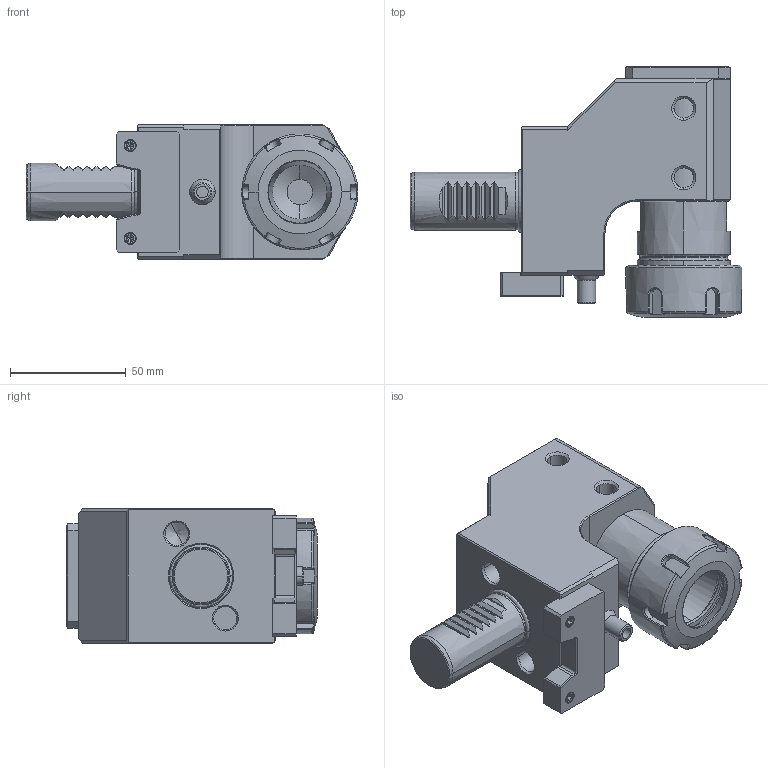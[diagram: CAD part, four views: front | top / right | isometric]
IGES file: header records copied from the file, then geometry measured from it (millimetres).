
Start section:  PTC IGES file: ngt_id_25_er32_70_it.igs
Global section: file name: ngt_id_25_er32_70_it.igs; native system: Pro/ENGINEER by Parametric Technology Corporation; preprocessor: 2010280; author: vali; organization: Unknown; date: 20250618.135315; units: millimetre
Bounding box: 143 x 108.2 x 58 mm (x, y, z)
Volume: 382002.8 mm3; surface area: 57933.3 mm2
Topology: 1 solids, 2 shells, 582 faces, 1423 edges, 851 vertices
Faces by surface type: bspline 332, revolution 250
